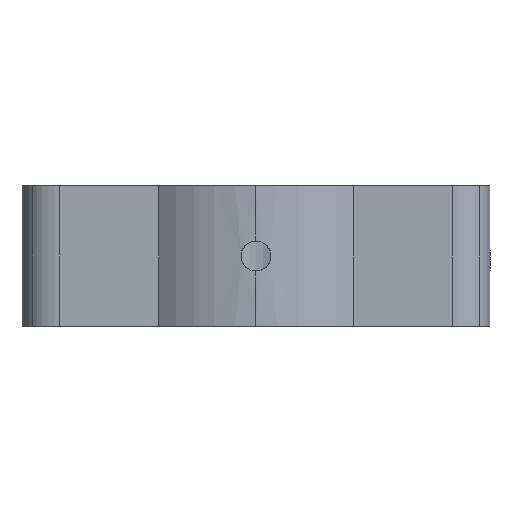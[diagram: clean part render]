
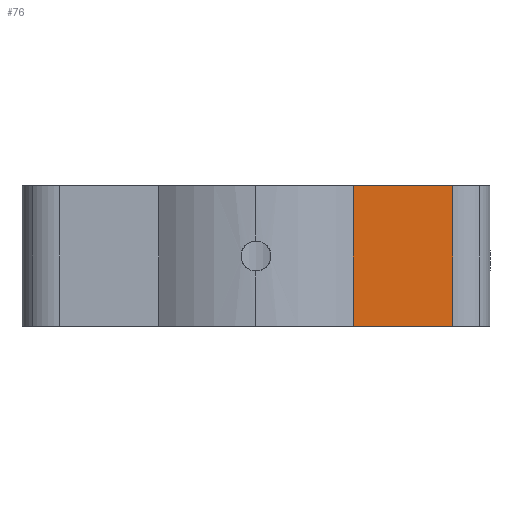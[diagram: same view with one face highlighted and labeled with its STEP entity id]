
A CAD part, front view. The second image highlights one B-rep face of the part: STEP entity #76.
In plain terms, the highlighted planar face has unit normal (0, -1, 0).
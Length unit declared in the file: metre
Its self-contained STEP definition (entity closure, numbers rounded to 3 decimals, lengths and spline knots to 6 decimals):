
#76=ADVANCED_FACE('91:118502',(#213),#214,.F.);
#213=FACE_OUTER_BOUND('',#464,.T.);
#214=PLANE('',#465);
#464=EDGE_LOOP('',(#842,#843,#844,#845));
#465=AXIS2_PLACEMENT_3D('',#846,#847,#848);
#842=ORIENTED_EDGE('',*,*,#1667,.F.);
#843=ORIENTED_EDGE('',*,*,#1672,.T.);
#844=ORIENTED_EDGE('',*,*,#1673,.T.);
#845=ORIENTED_EDGE('',*,*,#1674,.F.);
#846=CARTESIAN_POINT('',(0.025,-0.059,0.09521));
#847=DIRECTION('',(0.,1.0,0.));
#848=DIRECTION('',(0.,0.0,-1.0));
#1667=EDGE_CURVE('91:118760',#2048,#2050,#2051,.T.);
#1672=EDGE_CURVE('91:118781',#2048,#2058,#2059,.T.);
#1673=EDGE_CURVE('91:118784',#2058,#2060,#2061,.T.);
#1674=EDGE_CURVE('91:118787',#2050,#2060,#2062,.T.);
#2048=VERTEX_POINT('',#2658);
#2050=VERTEX_POINT('',#2660);
#2051=LINE('',#2661,#2662);
#2058=VERTEX_POINT('',#2670);
#2059=LINE('',#2671,#2672);
#2060=VERTEX_POINT('',#2673);
#2061=LINE('',#2674,#2675);
#2062=LINE('',#2676,#2677);
#2658=CARTESIAN_POINT('',(0.021,-0.059,0.10271));
#2660=CARTESIAN_POINT('',(0.021,-0.059,0.08771));
#2661=CARTESIAN_POINT('',(0.021,-0.059,0.09317));
#2662=VECTOR('',#3351,1.0);
#2670=CARTESIAN_POINT('',(0.010412,-0.059,0.10271));
#2671=CARTESIAN_POINT('',(0.025,-0.059,0.10271));
#2672=VECTOR('',#3362,1.0);
#2673=CARTESIAN_POINT('',(0.010412,-0.059,0.08771));
#2674=CARTESIAN_POINT('',(0.010412,-0.059,0.09521));
#2675=VECTOR('',#3363,1.0);
#2676=CARTESIAN_POINT('',(0.025,-0.059,0.08771));
#2677=VECTOR('',#3364,1.0);
#3351=DIRECTION('',(0.,0.0,-1.0));
#3362=DIRECTION('',(-1.0,0.,0.));
#3363=DIRECTION('',(0.,0.0,-1.0));
#3364=DIRECTION('',(-1.0,0.,0.));
